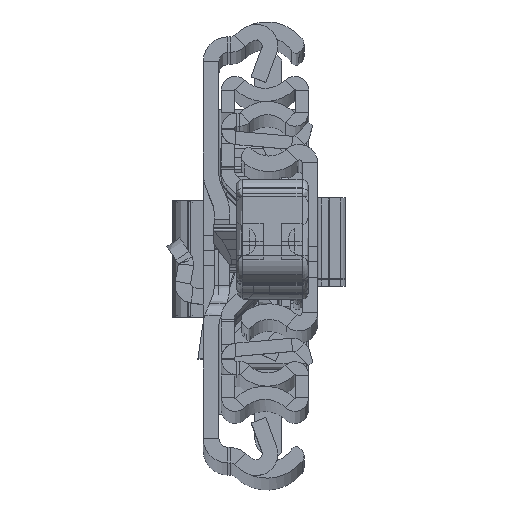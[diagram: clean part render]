
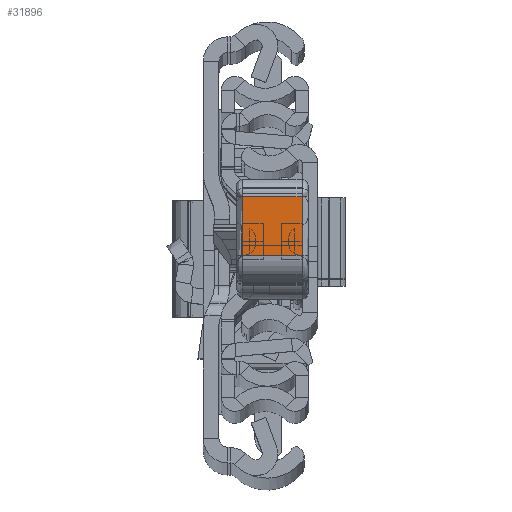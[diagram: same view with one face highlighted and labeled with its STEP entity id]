
A CAD part, top view. The second image highlights one B-rep face of the part: STEP entity #31896.
In plain terms, the highlighted face is planar.
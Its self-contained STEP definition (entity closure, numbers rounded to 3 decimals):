
#228 = EDGE_LOOP ( 'NONE', ( #11185, #25935, #11011, #36596 ) ) ;
#629 = CARTESIAN_POINT ( 'NONE',  ( 39.818, -2.465, 0. ) ) ;
#1510 = EDGE_CURVE ( 'NONE', #28279, #10038, #21888, .T. ) ;
#1513 = CARTESIAN_POINT ( 'NONE',  ( 39.55, -12.274, 0. ) ) ;
#2692 = VERTEX_POINT ( 'NONE', #25330 ) ;
#3261 = LINE ( 'NONE', #14825, #14805 ) ;
#3829 = DIRECTION ( 'NONE',  ( 0.027, 1., 0. ) ) ;
#4027 = CARTESIAN_POINT ( 'NONE',  ( 39.55, -12.274, -10. ) ) ;
#4213 = DIRECTION ( 'NONE',  ( -0.027, -1., 0. ) ) ;
#4586 = CARTESIAN_POINT ( 'NONE',  ( 39.55, -12.274, -11. ) ) ;
#5362 = EDGE_CURVE ( 'NONE', #24408, #2692, #24395, .T. ) ;
#7584 = CARTESIAN_POINT ( 'NONE',  ( 39.55, -12.274, 0. ) ) ;
#7877 = EDGE_CURVE ( 'NONE', #2692, #28279, #3261, .T. ) ;
#10038 = VERTEX_POINT ( 'NONE', #629 ) ;
#11011 = ORIENTED_EDGE ( 'NONE', *, *, #11037, .F. ) ;
#11037 = EDGE_CURVE ( 'NONE', #10038, #24408, #12593, .T. ) ;
#11152 = DIRECTION ( 'NONE',  ( -0.027, -1., 0. ) ) ;
#11185 = ORIENTED_EDGE ( 'NONE', *, *, #7877, .F. ) ;
#12413 = CARTESIAN_POINT ( 'NONE',  ( 39.818, -2.465, -11. ) ) ;
#12593 = LINE ( 'NONE', #12413, #30927 ) ;
#14805 = VECTOR ( 'NONE', #26507, 1000. ) ;
#14825 = CARTESIAN_POINT ( 'NONE',  ( 39.55, -12.274, -11. ) ) ;
#19904 = CARTESIAN_POINT ( 'NONE',  ( 39.818, -2.465, -10. ) ) ;
#21888 = LINE ( 'NONE', #1513, #34045 ) ;
#24380 = PLANE ( 'NONE',  #35505 ) ;
#24395 = LINE ( 'NONE', #4027, #26337 ) ;
#24408 = VERTEX_POINT ( 'NONE', #19904 ) ;
#25330 = CARTESIAN_POINT ( 'NONE',  ( 39.55, -12.274, -10. ) ) ;
#25935 = ORIENTED_EDGE ( 'NONE', *, *, #5362, .F. ) ;
#26337 = VECTOR ( 'NONE', #4213, 1000. ) ;
#26507 = DIRECTION ( 'NONE',  ( 0., 0., 1. ) ) ;
#28279 = VERTEX_POINT ( 'NONE', #7584 ) ;
#30311 = FACE_OUTER_BOUND ( 'NONE', #228, .T. ) ;
#30927 = VECTOR ( 'NONE', #32905, 1000. ) ;
#31896 = ADVANCED_FACE ( 'NONE', ( #30311 ), #24380, .F. ) ;
#32905 = DIRECTION ( 'NONE',  ( 0., 0., -1. ) ) ;
#34045 = VECTOR ( 'NONE', #3829, 1000. ) ;
#35505 = AXIS2_PLACEMENT_3D ( 'NONE', #4586, #36812, #11152 ) ;
#36596 = ORIENTED_EDGE ( 'NONE', *, *, #1510, .F. ) ;
#36812 = DIRECTION ( 'NONE',  ( -1., 0.027, 0. ) ) ;
